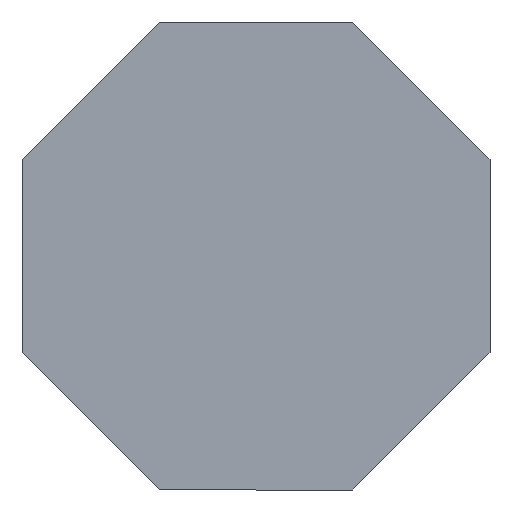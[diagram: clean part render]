
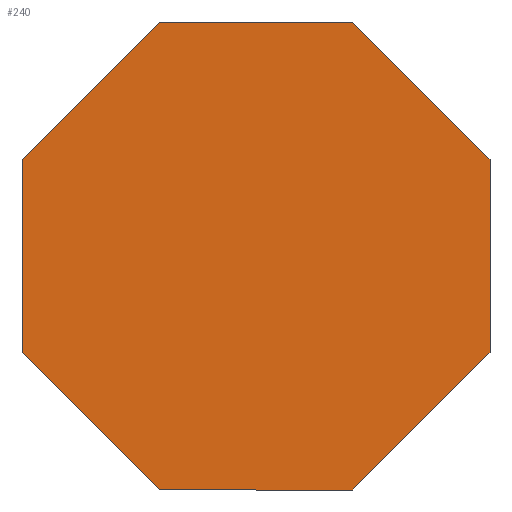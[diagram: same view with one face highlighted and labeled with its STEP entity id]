
A CAD part, front view. The second image highlights one B-rep face of the part: STEP entity #240.
In plain terms, the highlighted planar face has unit normal (0, -1, 0).
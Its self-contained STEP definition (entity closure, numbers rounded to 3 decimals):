
#12 = VECTOR ( 'NONE', #145, 1000. ) ;
#26 = ORIENTED_EDGE ( 'NONE', *, *, #258, .F. ) ;
#27 = LINE ( 'NONE', #264, #218 ) ;
#32 = DIRECTION ( 'NONE',  ( 1., 0., 0. ) ) ;
#39 = CARTESIAN_POINT ( 'NONE',  ( 80., 0., 33.137 ) ) ;
#43 = EDGE_CURVE ( 'NONE', #79, #141, #426, .T. ) ;
#46 = DIRECTION ( 'NONE',  ( 0.707, 0., 0.707 ) ) ;
#53 = FACE_OUTER_BOUND ( 'NONE', #176, .T. ) ;
#62 = ORIENTED_EDGE ( 'NONE', *, *, #286, .F. ) ;
#79 = VERTEX_POINT ( 'NONE', #221 ) ;
#80 = VECTOR ( 'NONE', #32, 1000. ) ;
#82 = CARTESIAN_POINT ( 'NONE',  ( 80., 0., 33.137 ) ) ;
#96 = LINE ( 'NONE', #185, #101 ) ;
#101 = VECTOR ( 'NONE', #229, 1000. ) ;
#104 = EDGE_CURVE ( 'NONE', #146, #359, #372, .T. ) ;
#111 = CARTESIAN_POINT ( 'NONE',  ( 33.137, 0., 80. ) ) ;
#113 = DIRECTION ( 'NONE',  ( 0., 0., 1. ) ) ;
#114 = VERTEX_POINT ( 'NONE', #39 ) ;
#118 = CARTESIAN_POINT ( 'NONE',  ( 80., 0., -33.137 ) ) ;
#120 = DIRECTION ( 'NONE',  ( -0.707, 0., -0.707 ) ) ;
#122 = ORIENTED_EDGE ( 'NONE', *, *, #43, .F. ) ;
#125 = VERTEX_POINT ( 'NONE', #379 ) ;
#132 = VERTEX_POINT ( 'NONE', #220 ) ;
#141 = VERTEX_POINT ( 'NONE', #111 ) ;
#145 = DIRECTION ( 'NONE',  ( 0., 0., 1. ) ) ;
#146 = VERTEX_POINT ( 'NONE', #351 ) ;
#151 = LINE ( 'NONE', #360, #12 ) ;
#154 = DIRECTION ( 'NONE',  ( 0., 1., 0. ) ) ;
#174 = VERTEX_POINT ( 'NONE', #256 ) ;
#175 = VECTOR ( 'NONE', #189, 1000. ) ;
#176 = EDGE_LOOP ( 'NONE', ( #412, #263, #391, #209, #122, #62, #26, #201 ) ) ;
#185 = CARTESIAN_POINT ( 'NONE',  ( 33.137, 0., 80. ) ) ;
#189 = DIRECTION ( 'NONE',  ( -0.707, 0., 0.707 ) ) ;
#192 = CARTESIAN_POINT ( 'NONE',  ( -33.137, 0., -80. ) ) ;
#201 = ORIENTED_EDGE ( 'NONE', *, *, #280, .F. ) ;
#202 = LINE ( 'NONE', #192, #175 ) ;
#209 = ORIENTED_EDGE ( 'NONE', *, *, #237, .F. ) ;
#218 = VECTOR ( 'NONE', #46, 1000. ) ;
#220 = CARTESIAN_POINT ( 'NONE',  ( 80., 0., -33.137 ) ) ;
#221 = CARTESIAN_POINT ( 'NONE',  ( -33.137, 0., 80. ) ) ;
#227 = EDGE_CURVE ( 'NONE', #132, #146, #315, .T. ) ;
#229 = DIRECTION ( 'NONE',  ( 0.707, 0., -0.707 ) ) ;
#230 = CARTESIAN_POINT ( 'NONE',  ( 0., 0., 0. ) ) ;
#232 = EDGE_CURVE ( 'NONE', #114, #132, #349, .T. ) ;
#237 = EDGE_CURVE ( 'NONE', #141, #114, #96, .T. ) ;
#240 = ADVANCED_FACE ( 'NONE', ( #53 ), #261, .F. ) ;
#246 = CARTESIAN_POINT ( 'NONE',  ( -33.137, 0., 80. ) ) ;
#256 = CARTESIAN_POINT ( 'NONE',  ( -80., 0., 33.137 ) ) ;
#258 = EDGE_CURVE ( 'NONE', #125, #174, #151, .T. ) ;
#261 = PLANE ( 'NONE',  #342 ) ;
#263 = ORIENTED_EDGE ( 'NONE', *, *, #227, .F. ) ;
#264 = CARTESIAN_POINT ( 'NONE',  ( -80., 0., 33.137 ) ) ;
#271 = CARTESIAN_POINT ( 'NONE',  ( -33.137, 0., -80. ) ) ;
#280 = EDGE_CURVE ( 'NONE', #359, #125, #202, .T. ) ;
#286 = EDGE_CURVE ( 'NONE', #174, #79, #27, .T. ) ;
#306 = VECTOR ( 'NONE', #422, 1000. ) ;
#314 = DIRECTION ( 'NONE',  ( 0., 0., -1. ) ) ;
#315 = LINE ( 'NONE', #118, #410 ) ;
#324 = VECTOR ( 'NONE', #314, 1000. ) ;
#342 = AXIS2_PLACEMENT_3D ( 'NONE', #230, #154, #113 ) ;
#349 = LINE ( 'NONE', #82, #324 ) ;
#351 = CARTESIAN_POINT ( 'NONE',  ( 33.137, 0., -80. ) ) ;
#359 = VERTEX_POINT ( 'NONE', #271 ) ;
#360 = CARTESIAN_POINT ( 'NONE',  ( -80., 0., -33.137 ) ) ;
#372 = LINE ( 'NONE', #378, #306 ) ;
#378 = CARTESIAN_POINT ( 'NONE',  ( 33.137, 0., -80. ) ) ;
#379 = CARTESIAN_POINT ( 'NONE',  ( -80., 0., -33.137 ) ) ;
#391 = ORIENTED_EDGE ( 'NONE', *, *, #232, .F. ) ;
#410 = VECTOR ( 'NONE', #120, 1000. ) ;
#412 = ORIENTED_EDGE ( 'NONE', *, *, #104, .F. ) ;
#422 = DIRECTION ( 'NONE',  ( -1., 0., 0. ) ) ;
#426 = LINE ( 'NONE', #246, #80 ) ;
